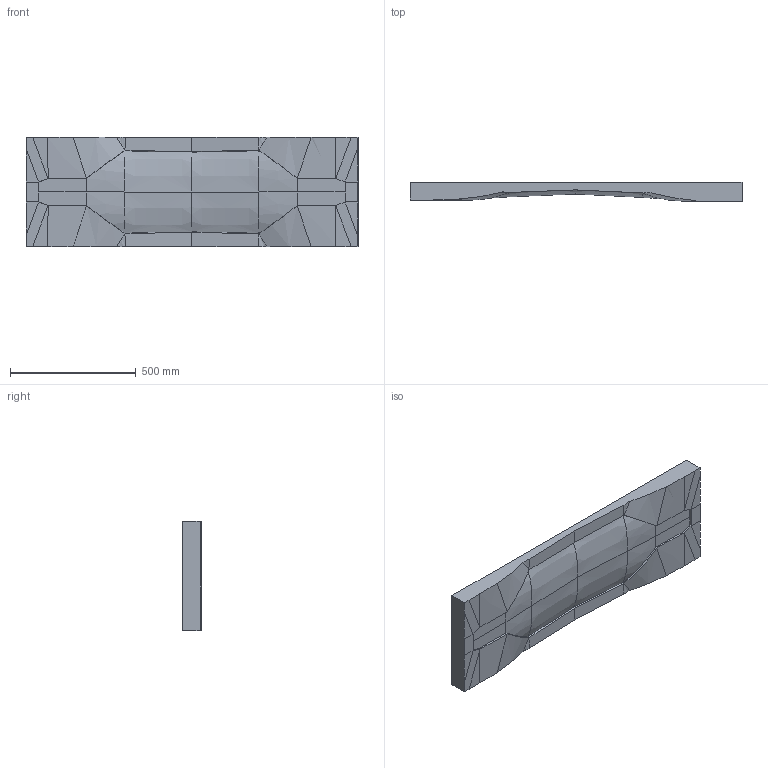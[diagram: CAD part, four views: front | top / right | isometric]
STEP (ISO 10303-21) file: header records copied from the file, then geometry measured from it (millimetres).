
FILE_DESCRIPTION (( 'STEP AP203' ), '1' );
FILE_NAME ('boardv6_moldTop.STEP', '2017-09-05T23:20:38', ( '' ), ( '' ), 'SwSTEP 2.0', 'SolidWorks 2017', '' );
FILE_SCHEMA (( 'CONFIG_CONTROL_DESIGN' ));
Length unit declared in the file: inch
Products named in the file (1): boardv6_moldTop
Bounding box: 1318.28 x 75.27 x 433.14 mm (x, y, z)
Volume: 32252086.3 mm3; surface area: 1359039.2 mm2
Topology: 1 solids, 1 shells, 63 faces, 156 edges, 83 vertices
Faces by surface type: bspline 48, plane 15
Entity records: 9235 total; most frequent: CARTESIAN_POINT 8091, ORIENTED_EDGE 288, EDGE_CURVE 144, B_SPLINE_CURVE_WITH_KNOTS 93, DIRECTION 83, VERTEX_POINT 83, ADVANCED_FACE 63, FACE_OUTER_BOUND 63
